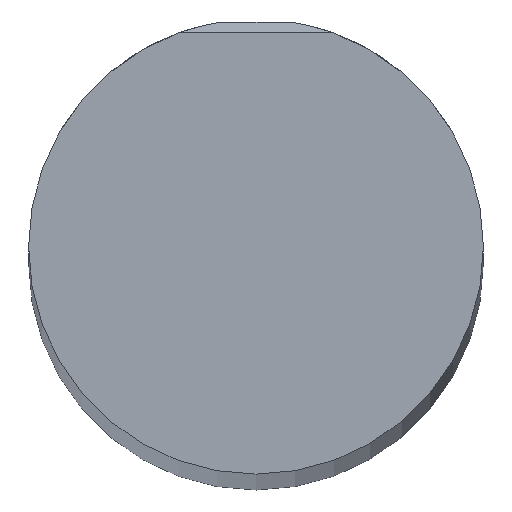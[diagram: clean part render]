
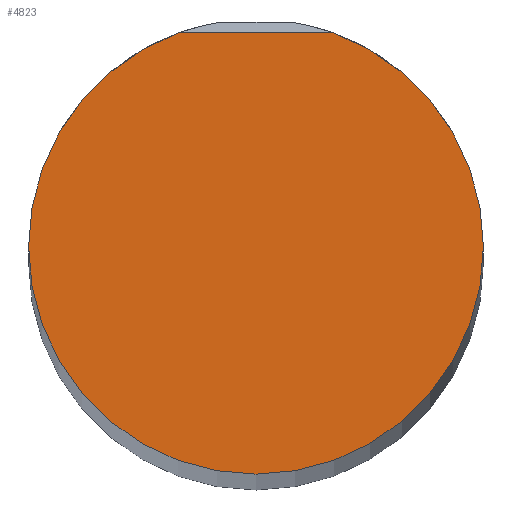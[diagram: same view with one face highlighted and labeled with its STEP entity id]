
A CAD part, top view. The second image highlights one B-rep face of the part: STEP entity #4823.
In plain terms, the highlighted planar face has unit normal (0, 0, 1).
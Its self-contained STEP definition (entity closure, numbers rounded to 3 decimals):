
#135 = ORIENTED_EDGE ( 'NONE', *, *, #278, .F. ) ;
#278 = EDGE_CURVE ( 'NONE', #6206, #6132, #8319, .T. ) ;
#421 = CARTESIAN_POINT ( 'NONE',  ( 0., 0., 1000. ) ) ;
#696 = AXIS2_PLACEMENT_3D ( 'NONE', #421, #3168, #8625 ) ;
#1429 = EDGE_CURVE ( 'NONE', #6115, #7050, #4828, .T. ) ;
#1774 = ORIENTED_EDGE ( 'NONE', *, *, #8218, .F. ) ;
#1895 = CARTESIAN_POINT ( 'NONE',  ( 25., 0., 1000. ) ) ;
#2636 = EDGE_LOOP ( 'NONE', ( #1774, #6495, #2946, #135 ) ) ;
#2946 = ORIENTED_EDGE ( 'NONE', *, *, #6630, .F. ) ;
#3168 = DIRECTION ( 'NONE',  ( 0., 0., -1. ) ) ;
#3313 = DIRECTION ( 'NONE',  ( 0., 0., -1. ) ) ;
#3577 = CIRCLE ( 'NONE', #696, 25. ) ;
#3705 = CARTESIAN_POINT ( 'NONE',  ( 0., 0., 1000. ) ) ;
#3840 = CARTESIAN_POINT ( 'NONE',  ( 0., 0., 1000. ) ) ;
#4304 = AXIS2_PLACEMENT_3D ( 'NONE', #3840, #3313, #5178 ) ;
#4604 = VECTOR ( 'NONE', #8551, 1000. ) ;
#4749 = CARTESIAN_POINT ( 'NONE',  ( 0., 0., 1000. ) ) ;
#4823 = ADVANCED_FACE ( 'NONE', ( #8113 ), #6729, .T. ) ;
#4828 = LINE ( 'NONE', #7926, #4604 ) ;
#5108 = AXIS2_PLACEMENT_3D ( 'NONE', #4749, #8159, #5461 ) ;
#5178 = DIRECTION ( 'NONE',  ( -1., 0., 0. ) ) ;
#5461 = DIRECTION ( 'NONE',  ( 1., 0., 0. ) ) ;
#5697 = CARTESIAN_POINT ( 'NONE',  ( 8.533, 23.499, 1000. ) ) ;
#6115 = VERTEX_POINT ( 'NONE', #5697 ) ;
#6132 = VERTEX_POINT ( 'NONE', #7812 ) ;
#6206 = VERTEX_POINT ( 'NONE', #1895 ) ;
#6293 = CIRCLE ( 'NONE', #4304, 25. ) ;
#6433 = DIRECTION ( 'NONE',  ( 0., 0., -1. ) ) ;
#6495 = ORIENTED_EDGE ( 'NONE', *, *, #1429, .T. ) ;
#6630 = EDGE_CURVE ( 'NONE', #6132, #7050, #6293, .T. ) ;
#6729 = PLANE ( 'NONE',  #5108 ) ;
#6969 = DIRECTION ( 'NONE',  ( -1., 0., 0. ) ) ;
#7050 = VERTEX_POINT ( 'NONE', #7994 ) ;
#7743 = AXIS2_PLACEMENT_3D ( 'NONE', #3705, #6433, #6969 ) ;
#7812 = CARTESIAN_POINT ( 'NONE',  ( -25., 0., 1000. ) ) ;
#7926 = CARTESIAN_POINT ( 'NONE',  ( 0., 23.499, 1000. ) ) ;
#7994 = CARTESIAN_POINT ( 'NONE',  ( -8.533, 23.499, 1000. ) ) ;
#8113 = FACE_OUTER_BOUND ( 'NONE', #2636, .T. ) ;
#8159 = DIRECTION ( 'NONE',  ( 0., 0., 1. ) ) ;
#8218 = EDGE_CURVE ( 'NONE', #6115, #6206, #3577, .T. ) ;
#8319 = CIRCLE ( 'NONE', #7743, 25. ) ;
#8551 = DIRECTION ( 'NONE',  ( -1., 0., 0. ) ) ;
#8625 = DIRECTION ( 'NONE',  ( -1., 0., 0. ) ) ;
